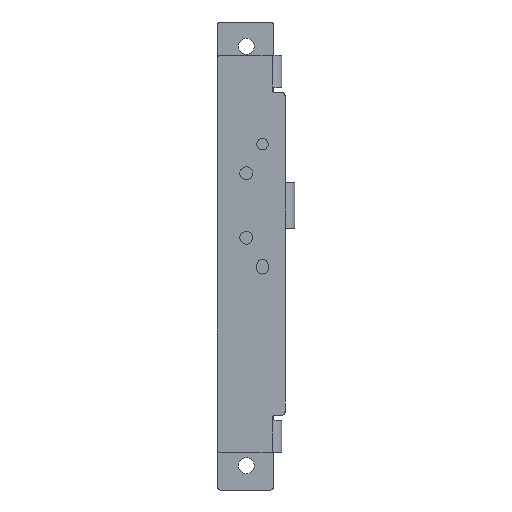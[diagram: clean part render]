
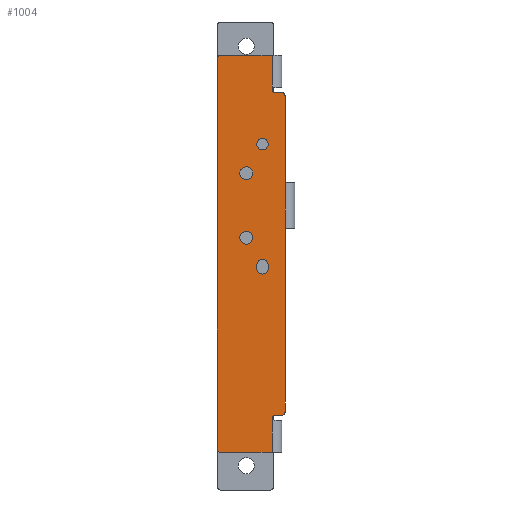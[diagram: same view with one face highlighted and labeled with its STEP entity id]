
A CAD part, front view. The second image highlights one B-rep face of the part: STEP entity #1004.
In plain terms, the highlighted planar face has unit normal (0, -1, 0).
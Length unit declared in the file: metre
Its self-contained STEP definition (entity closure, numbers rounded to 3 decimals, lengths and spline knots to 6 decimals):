
#63=CARTESIAN_POINT('',(0.014,0.,-0.0275));
#64=DIRECTION('',(0.,1.,0.));
#65=DIRECTION('',(0.,0.,1.));
#66=AXIS2_PLACEMENT_3D('',#63,#64,#65);
#68=CARTESIAN_POINT('',(0.014,0.,-0.0275));
#69=DIRECTION('',(0.,1.,0.));
#70=DIRECTION('',(0.,0.,-1.));
#71=AXIS2_PLACEMENT_3D('',#68,#69,#70);
#73=CARTESIAN_POINT('',(0.009,0.,-0.0565));
#74=DIRECTION('',(0.,1.,0.));
#75=DIRECTION('',(0.,0.,-1.));
#76=AXIS2_PLACEMENT_3D('',#73,#74,#75);
#78=CARTESIAN_POINT('',(0.009,0.,-0.0565));
#79=DIRECTION('',(0.,1.,0.));
#80=DIRECTION('',(0.,0.,1.));
#81=AXIS2_PLACEMENT_3D('',#78,#79,#80);
#83=CARTESIAN_POINT('',(0.009,0.,-0.0365));
#84=DIRECTION('',(0.,1.,0.));
#85=DIRECTION('',(0.,0.,-1.));
#86=AXIS2_PLACEMENT_3D('',#83,#84,#85);
#88=CARTESIAN_POINT('',(0.009,0.,-0.0365));
#89=DIRECTION('',(0.,1.,0.));
#90=DIRECTION('',(0.,0.,1.));
#91=AXIS2_PLACEMENT_3D('',#88,#89,#90);
#93=CARTESIAN_POINT('',(0.014,0.,-0.065));
#94=DIRECTION('',(0.,1.,0.));
#95=DIRECTION('',(0.,0.,1.));
#96=AXIS2_PLACEMENT_3D('',#93,#94,#95);
#98=CARTESIAN_POINT('',(0.014,0.,-0.065));
#99=DIRECTION('',(0.,1.,0.));
#100=DIRECTION('',(-1.,0.,0.));
#101=AXIS2_PLACEMENT_3D('',#98,#99,#100);
#103=CARTESIAN_POINT('',(0.014,0.,-0.066));
#104=DIRECTION('',(0.,1.,0.));
#105=DIRECTION('',(0.,0.,-1.));
#106=AXIS2_PLACEMENT_3D('',#103,#104,#105);
#108=CARTESIAN_POINT('',(0.014,0.,-0.066));
#109=DIRECTION('',(0.,1.,0.));
#110=DIRECTION('',(1.,0.,0.));
#111=AXIS2_PLACEMENT_3D('',#108,#109,#110);
#113=CARTESIAN_POINT('',(0.001,0.,-0.122));
#114=DIRECTION('',(0.,-1.,0.));
#115=DIRECTION('',(-1.,0.,0.));
#116=AXIS2_PLACEMENT_3D('',#113,#114,#115);
#118=CARTESIAN_POINT('',(0.001,0.,-0.001));
#119=DIRECTION('',(0.,-1.,0.));
#120=DIRECTION('',(0.,0.,1.));
#121=AXIS2_PLACEMENT_3D('',#118,#119,#120);
#123=CARTESIAN_POINT('',(0.01775,0.,-0.01075));
#124=DIRECTION('',(0.,1.,0.));
#125=DIRECTION('',(0.,0.,-1.));
#126=AXIS2_PLACEMENT_3D('',#123,#124,#125);
#128=CARTESIAN_POINT('',(0.02,0.,-0.0125));
#129=DIRECTION('',(0.,-1.,0.));
#130=DIRECTION('',(1.,0.,0.));
#131=AXIS2_PLACEMENT_3D('',#128,#129,#130);
#133=CARTESIAN_POINT('',(0.02,0.,-0.1105));
#134=DIRECTION('',(0.,-1.,0.));
#135=DIRECTION('',(0.,0.,-1.));
#136=AXIS2_PLACEMENT_3D('',#133,#134,#135);
#138=CARTESIAN_POINT('',(0.01775,0.,-0.11225));
#139=DIRECTION('',(0.,1.,0.));
#140=DIRECTION('',(-1.,0.,0.));
#141=AXIS2_PLACEMENT_3D('',#138,#139,#140);
#263=DIRECTION('',(0.,0.,1.));
#264=VECTOR('',#263,0.001);
#265=CARTESIAN_POINT('',(0.01575,0.,-0.066));
#266=LINE('',#265,#264);
#279=DIRECTION('',(0.,0.,-1.));
#280=VECTOR('',#279,0.001);
#281=CARTESIAN_POINT('',(0.01225,0.,-0.065));
#282=LINE('',#281,#280);
#296=DIRECTION('',(1.,0.,0.));
#297=VECTOR('',#296,0.016);
#298=CARTESIAN_POINT('',(0.001,0.,0.));
#299=LINE('',#298,#297);
#332=DIRECTION('',(0.,0.,-1.));
#333=VECTOR('',#332,0.01075);
#334=CARTESIAN_POINT('',(0.017,0.,0.));
#335=LINE('',#334,#333);
#388=DIRECTION('',(1.,0.,0.));
#389=VECTOR('',#388,0.00225);
#390=CARTESIAN_POINT('',(0.01775,0.,-0.0115));
#391=LINE('',#390,#389);
#400=DIRECTION('',(0.,0.,-1.));
#401=VECTOR('',#400,0.027);
#402=CARTESIAN_POINT('',(0.021,0.,-0.0125));
#403=LINE('',#402,#401);
#520=DIRECTION('',(0.,0.,-1.));
#521=VECTOR('',#520,0.057);
#522=CARTESIAN_POINT('',(0.021,0.,-0.0535));
#523=LINE('',#522,#521);
#532=DIRECTION('',(-1.,0.,0.));
#533=VECTOR('',#532,0.00225);
#534=CARTESIAN_POINT('',(0.02,0.,-0.1115));
#535=LINE('',#534,#533);
#601=DIRECTION('',(-1.,0.,0.));
#602=VECTOR('',#601,0.016);
#603=CARTESIAN_POINT('',(0.017,0.,-0.123));
#604=LINE('',#603,#602);
#618=DIRECTION('',(0.,0.,1.));
#619=VECTOR('',#618,0.121);
#620=CARTESIAN_POINT('',(0.,0.,-0.122));
#621=LINE('',#620,#619);
#626=DIRECTION('',(0.,0.,-1.));
#627=VECTOR('',#626,0.01075);
#628=CARTESIAN_POINT('',(0.017,0.,-0.11225));
#629=LINE('',#628,#627);
#691=DIRECTION('',(0.,0.,-1.));
#692=VECTOR('',#691,0.014);
#693=CARTESIAN_POINT('',(0.021,0.,-0.0395));
#694=LINE('',#693,#692);
#737=CARTESIAN_POINT('',(0.017,0.,-0.123));
#738=CARTESIAN_POINT('',(0.001,0.,-0.123));
#739=VERTEX_POINT('',#737);
#740=VERTEX_POINT('',#738);
#741=CARTESIAN_POINT('',(0.,0.,-0.122));
#742=VERTEX_POINT('',#741);
#743=CARTESIAN_POINT('',(0.,0.,-0.001));
#744=VERTEX_POINT('',#743);
#745=CARTESIAN_POINT('',(0.001,0.,0.));
#746=VERTEX_POINT('',#745);
#747=CARTESIAN_POINT('',(0.017,0.,0.));
#748=VERTEX_POINT('',#747);
#749=CARTESIAN_POINT('',(0.017,0.,-0.01075));
#750=VERTEX_POINT('',#749);
#751=CARTESIAN_POINT('',(0.01775,0.,-0.0115));
#752=VERTEX_POINT('',#751);
#753=CARTESIAN_POINT('',(0.02,0.,-0.0115));
#754=VERTEX_POINT('',#753);
#755=CARTESIAN_POINT('',(0.021,0.,-0.0125));
#756=VERTEX_POINT('',#755);
#757=CARTESIAN_POINT('',(0.021,0.,-0.0395));
#758=VERTEX_POINT('',#757);
#759=CARTESIAN_POINT('',(0.021,0.,-0.0535));
#760=VERTEX_POINT('',#759);
#761=CARTESIAN_POINT('',(0.021,0.,-0.1105));
#762=VERTEX_POINT('',#761);
#763=CARTESIAN_POINT('',(0.02,0.,-0.1115));
#764=VERTEX_POINT('',#763);
#765=CARTESIAN_POINT('',(0.01775,0.,-0.1115));
#766=VERTEX_POINT('',#765);
#767=CARTESIAN_POINT('',(0.017,0.,-0.11225));
#768=VERTEX_POINT('',#767);
#769=CARTESIAN_POINT('',(0.01225,0.,-0.065));
#770=CARTESIAN_POINT('',(0.014,0.,-0.06325));
#771=VERTEX_POINT('',#769);
#772=VERTEX_POINT('',#770);
#773=CARTESIAN_POINT('',(0.01225,0.,-0.066));
#774=VERTEX_POINT('',#773);
#775=CARTESIAN_POINT('',(0.014,0.,-0.06775));
#776=VERTEX_POINT('',#775);
#777=CARTESIAN_POINT('',(0.01575,0.,-0.066));
#778=VERTEX_POINT('',#777);
#779=CARTESIAN_POINT('',(0.01575,0.,-0.065));
#780=VERTEX_POINT('',#779);
#781=CARTESIAN_POINT('',(0.009,0.,-0.0345));
#782=CARTESIAN_POINT('',(0.009,0.,-0.0385));
#783=VERTEX_POINT('',#781);
#784=VERTEX_POINT('',#782);
#785=CARTESIAN_POINT('',(0.009,0.,-0.0545));
#786=CARTESIAN_POINT('',(0.009,0.,-0.0585));
#787=VERTEX_POINT('',#785);
#788=VERTEX_POINT('',#786);
#789=CARTESIAN_POINT('',(0.014,0.,-0.02925));
#790=CARTESIAN_POINT('',(0.014,0.,-0.02575));
#791=VERTEX_POINT('',#789);
#792=VERTEX_POINT('',#790);
#933=CARTESIAN_POINT('',(0.0112,0.,0.0558));
#934=DIRECTION('',(0.,1.,0.));
#935=DIRECTION('',(0.,0.,-1.));
#936=AXIS2_PLACEMENT_3D('',#933,#934,#935);
#937=PLANE('',#936);
#939=ORIENTED_EDGE('',*,*,#938,.T.);
#941=ORIENTED_EDGE('',*,*,#940,.T.);
#943=ORIENTED_EDGE('',*,*,#942,.F.);
#945=ORIENTED_EDGE('',*,*,#944,.T.);
#947=ORIENTED_EDGE('',*,*,#946,.F.);
#949=ORIENTED_EDGE('',*,*,#948,.T.);
#951=ORIENTED_EDGE('',*,*,#950,.T.);
#953=ORIENTED_EDGE('',*,*,#952,.F.);
#955=ORIENTED_EDGE('',*,*,#954,.T.);
#957=ORIENTED_EDGE('',*,*,#956,.F.);
#959=ORIENTED_EDGE('',*,*,#958,.T.);
#961=ORIENTED_EDGE('',*,*,#960,.T.);
#963=ORIENTED_EDGE('',*,*,#962,.T.);
#965=ORIENTED_EDGE('',*,*,#964,.F.);
#967=ORIENTED_EDGE('',*,*,#966,.T.);
#969=ORIENTED_EDGE('',*,*,#968,.F.);
#970=EDGE_LOOP('',(#939,#941,#943,#945,#947,#949,#951,#953,#955,#957,#959,#961,
#963,#965,#967,#969));
#971=FACE_OUTER_BOUND('',#970,.F.);
#973=ORIENTED_EDGE('',*,*,#972,.F.);
#975=ORIENTED_EDGE('',*,*,#974,.F.);
#976=EDGE_LOOP('',(#973,#975));
#977=FACE_BOUND('',#976,.F.);
#979=ORIENTED_EDGE('',*,*,#978,.F.);
#981=ORIENTED_EDGE('',*,*,#980,.F.);
#982=EDGE_LOOP('',(#979,#981));
#983=FACE_BOUND('',#982,.F.);
#985=ORIENTED_EDGE('',*,*,#984,.F.);
#987=ORIENTED_EDGE('',*,*,#986,.F.);
#989=ORIENTED_EDGE('',*,*,#988,.T.);
#991=ORIENTED_EDGE('',*,*,#990,.F.);
#993=ORIENTED_EDGE('',*,*,#992,.F.);
#995=ORIENTED_EDGE('',*,*,#994,.T.);
#996=EDGE_LOOP('',(#985,#987,#989,#991,#993,#995));
#997=FACE_BOUND('',#996,.F.);
#999=ORIENTED_EDGE('',*,*,#998,.F.);
#1001=ORIENTED_EDGE('',*,*,#1000,.F.);
#1002=EDGE_LOOP('',(#999,#1001));
#1003=FACE_BOUND('',#1002,.F.);
#1004=ADVANCED_FACE('',(#971,#977,#983,#997,#1003),#937,.F.);
#67=CIRCLE('',#66,0.00175);
#72=CIRCLE('',#71,0.00175);
#77=CIRCLE('',#76,0.002);
#82=CIRCLE('',#81,0.002);
#87=CIRCLE('',#86,0.002);
#92=CIRCLE('',#91,0.002);
#97=CIRCLE('',#96,0.00175);
#102=CIRCLE('',#101,0.00175);
#107=CIRCLE('',#106,0.00175);
#112=CIRCLE('',#111,0.00175);
#117=CIRCLE('',#116,0.001);
#122=CIRCLE('',#121,0.001);
#127=CIRCLE('',#126,0.00075);
#132=CIRCLE('',#131,0.001);
#137=CIRCLE('',#136,0.001);
#142=CIRCLE('',#141,0.00075);
#938=EDGE_CURVE('',#768,#739,#629,.T.);
#940=EDGE_CURVE('',#739,#740,#604,.T.);
#942=EDGE_CURVE('',#742,#740,#117,.T.);
#944=EDGE_CURVE('',#742,#744,#621,.T.);
#946=EDGE_CURVE('',#746,#744,#122,.T.);
#948=EDGE_CURVE('',#746,#748,#299,.T.);
#950=EDGE_CURVE('',#748,#750,#335,.T.);
#952=EDGE_CURVE('',#752,#750,#127,.T.);
#954=EDGE_CURVE('',#752,#754,#391,.T.);
#956=EDGE_CURVE('',#756,#754,#132,.T.);
#958=EDGE_CURVE('',#756,#758,#403,.T.);
#960=EDGE_CURVE('',#758,#760,#694,.T.);
#962=EDGE_CURVE('',#760,#762,#523,.T.);
#964=EDGE_CURVE('',#764,#762,#137,.T.);
#966=EDGE_CURVE('',#764,#766,#535,.T.);
#968=EDGE_CURVE('',#768,#766,#142,.T.);
#972=EDGE_CURVE('',#788,#787,#77,.T.);
#974=EDGE_CURVE('',#787,#788,#82,.T.);
#978=EDGE_CURVE('',#784,#783,#87,.T.);
#980=EDGE_CURVE('',#783,#784,#92,.T.);
#984=EDGE_CURVE('',#772,#780,#97,.T.);
#986=EDGE_CURVE('',#771,#772,#102,.T.);
#988=EDGE_CURVE('',#771,#774,#282,.T.);
#990=EDGE_CURVE('',#776,#774,#107,.T.);
#992=EDGE_CURVE('',#778,#776,#112,.T.);
#994=EDGE_CURVE('',#778,#780,#266,.T.);
#998=EDGE_CURVE('',#792,#791,#67,.T.);
#1000=EDGE_CURVE('',#791,#792,#72,.T.);
